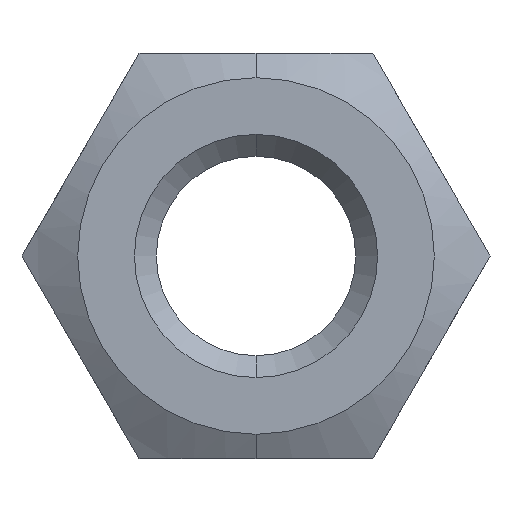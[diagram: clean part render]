
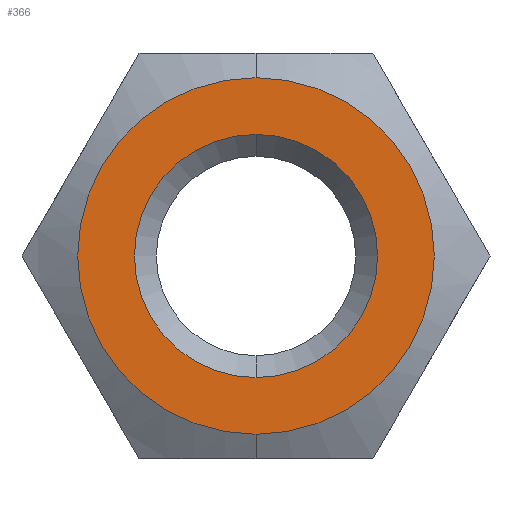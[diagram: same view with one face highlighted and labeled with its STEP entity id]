
A CAD part, left-side view. The second image highlights one B-rep face of the part: STEP entity #366.
In plain terms, the highlighted planar face has unit normal (-1, 0, 0).
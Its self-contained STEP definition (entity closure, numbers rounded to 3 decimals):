
#272=CARTESIAN_POINT('',(0.,-0.,-3.));
#273=VERTEX_POINT('',#272);
#280=CARTESIAN_POINT('',(0.,0.,3.));
#281=VERTEX_POINT('',#280);
#282=CARTESIAN_POINT('',(0.,0.,0.));
#283=DIRECTION('',(1.,0.,-0.));
#284=DIRECTION('',(0.,0.,1.));
#285=AXIS2_PLACEMENT_3D('',#282,#283,#284);
#286=CIRCLE('',#285,3.);
#287=EDGE_CURVE('',#281,#273,#286,.T.);
#331=CARTESIAN_POINT('',(0.,0.,0.));
#332=DIRECTION('',(1.,0.,0.));
#333=DIRECTION('',(0.,0.,-1.));
#334=AXIS2_PLACEMENT_3D('',#331,#332,#333);
#335=PLANE('',#334);
#336=CARTESIAN_POINT('',(0.,-0.,4.4));
#337=VERTEX_POINT('',#336);
#338=CARTESIAN_POINT('',(-0.,-0.,-4.4));
#339=VERTEX_POINT('',#338);
#340=CARTESIAN_POINT('',(0.,0.,0.));
#341=DIRECTION('',(1.,0.,-0.));
#342=DIRECTION('',(-0.,0.,-1.));
#343=AXIS2_PLACEMENT_3D('',#340,#341,#342);
#344=CIRCLE('',#343,4.4);
#345=EDGE_CURVE('',#337,#339,#344,.T.);
#346=ORIENTED_EDGE('',*,*,#345,.F.);
#347=CARTESIAN_POINT('',(0.,0.,0.));
#348=DIRECTION('',(1.,0.,-0.));
#349=DIRECTION('',(-0.,0.,-1.));
#350=AXIS2_PLACEMENT_3D('',#347,#348,#349);
#351=CIRCLE('',#350,4.4);
#352=EDGE_CURVE('',#339,#337,#351,.T.);
#353=ORIENTED_EDGE('',*,*,#352,.F.);
#354=EDGE_LOOP('',(#346,#353));
#355=FACE_BOUND('',#354,.T.);
#356=CARTESIAN_POINT('',(0.,0.,0.));
#357=DIRECTION('',(1.,0.,-0.));
#358=DIRECTION('',(0.,0.,1.));
#359=AXIS2_PLACEMENT_3D('',#356,#357,#358);
#360=CIRCLE('',#359,3.);
#361=EDGE_CURVE('',#273,#281,#360,.T.);
#362=ORIENTED_EDGE('',*,*,#361,.T.);
#363=ORIENTED_EDGE('',*,*,#287,.T.);
#364=EDGE_LOOP('',(#362,#363));
#365=FACE_BOUND('',#364,.T.);
#366=ADVANCED_FACE('',(#355,#365),#335,.F.);
